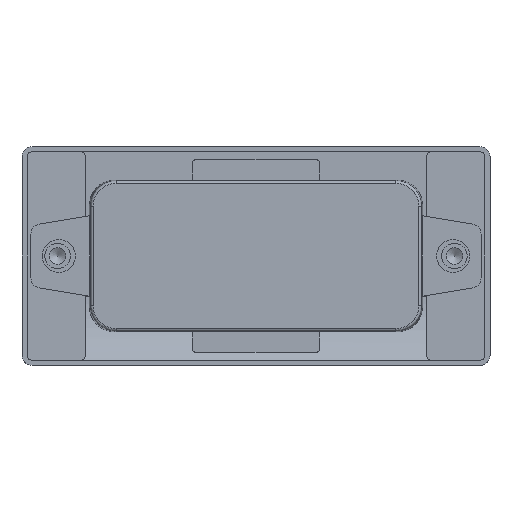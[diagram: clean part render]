
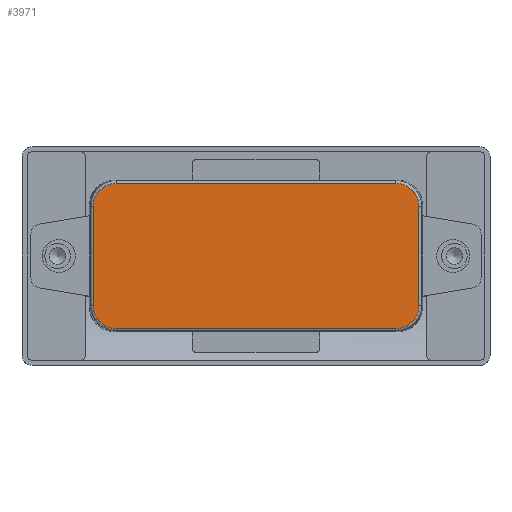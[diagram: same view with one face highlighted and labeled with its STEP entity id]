
A CAD part, front view. The second image highlights one B-rep face of the part: STEP entity #3971.
In plain terms, the highlighted planar face has unit normal (0, -1, 0).
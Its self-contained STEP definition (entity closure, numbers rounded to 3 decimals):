
#272=LINE('',#8417,#553);
#273=LINE('',#8465,#554);
#275=LINE('',#8516,#556);
#276=LINE('',#8562,#557);
#553=VECTOR('',#5268,19.515);
#554=VECTOR('',#5275,55.025);
#556=VECTOR('',#5283,19.515);
#557=VECTOR('',#5288,55.025);
#670=PLANE('',#4339);
#989=FACE_OUTER_BOUND('',#1249,.T.);
#1249=EDGE_LOOP('',(#3457,#3458,#3459,#3460,#3461,#3462,#3463,#3464));
#1568=B_SPLINE_CURVE_WITH_KNOTS('',3,(#8406,#8407,#8408,#8409,#8410,#8411),
 .UNSPECIFIED.,.F.,.F.,(4,1,1,4),(0.,0.303,0.505,
0.707),.UNSPECIFIED.);
#1570=B_SPLINE_CURVE_WITH_KNOTS('',3,(#8456,#8457,#8458,#8459,#8460,#8461),
 .UNSPECIFIED.,.F.,.F.,(4,1,1,4),(0.,0.303,0.505,
0.707),.UNSPECIFIED.);
#1572=B_SPLINE_CURVE_WITH_KNOTS('',3,(#8505,#8506,#8507,#8508,#8509,#8510),
 .UNSPECIFIED.,.F.,.F.,(4,1,1,4),(0.,0.303,0.505,
0.707),.UNSPECIFIED.);
#1574=B_SPLINE_CURVE_WITH_KNOTS('',3,(#8555,#8556,#8557,#8558,#8559,#8560),
 .UNSPECIFIED.,.F.,.F.,(4,1,1,4),(0.,0.303,0.505,0.707),
 .UNSPECIFIED.);
#1906=VERTEX_POINT('',#8395);
#1908=VERTEX_POINT('',#8404);
#1909=VERTEX_POINT('',#8413);
#1911=VERTEX_POINT('',#8448);
#1912=VERTEX_POINT('',#8463);
#1913=VERTEX_POINT('',#8496);
#1915=VERTEX_POINT('',#8512);
#1917=VERTEX_POINT('',#8547);
#2430=EDGE_CURVE('',#1908,#1906,#1568,.T.);
#2433=EDGE_CURVE('',#1906,#1909,#272,.T.);
#2436=EDGE_CURVE('',#1909,#1911,#1570,.T.);
#2438=EDGE_CURVE('',#1911,#1912,#273,.T.);
#2441=EDGE_CURVE('',#1912,#1913,#1572,.T.);
#2444=EDGE_CURVE('',#1913,#1915,#275,.T.);
#2447=EDGE_CURVE('',#1915,#1917,#1574,.T.);
#2448=EDGE_CURVE('',#1917,#1908,#276,.T.);
#3457=ORIENTED_EDGE('',*,*,#2430,.F.);
#3458=ORIENTED_EDGE('',*,*,#2448,.F.);
#3459=ORIENTED_EDGE('',*,*,#2447,.F.);
#3460=ORIENTED_EDGE('',*,*,#2444,.F.);
#3461=ORIENTED_EDGE('',*,*,#2441,.F.);
#3462=ORIENTED_EDGE('',*,*,#2438,.F.);
#3463=ORIENTED_EDGE('',*,*,#2436,.F.);
#3464=ORIENTED_EDGE('',*,*,#2433,.F.);
#3971=ADVANCED_FACE('',(#989),#670,.F.);
#4339=AXIS2_PLACEMENT_3D('',#8615,#5295,#5296);
#5268=DIRECTION('',(0.,0.,-1.));
#5275=DIRECTION('',(-1.,0.,0.));
#5283=DIRECTION('',(0.,0.,1.));
#5288=DIRECTION('',(1.,0.,0.));
#5295=DIRECTION('center_axis',(0.,1.,0.));
#5296=DIRECTION('ref_axis',(0.,0.,1.));
#8395=CARTESIAN_POINT('',(32.012,-7.5,9.757));
#8404=CARTESIAN_POINT('',(27.512,-7.5,14.257));
#8406=CARTESIAN_POINT('Ctrl Pts',(27.512,-7.5,14.257));
#8407=CARTESIAN_POINT('Ctrl Pts',(28.522,-7.5,14.257));
#8408=CARTESIAN_POINT('Ctrl Pts',(30.199,-7.5,13.667));
#8409=CARTESIAN_POINT('Ctrl Pts',(31.704,-7.5,11.774));
#8410=CARTESIAN_POINT('Ctrl Pts',(32.012,-7.5,10.43));
#8411=CARTESIAN_POINT('Ctrl Pts',(32.012,-7.5,9.757));
#8413=CARTESIAN_POINT('',(32.012,-7.5,-9.757));
#8417=CARTESIAN_POINT('',(32.012,-7.5,4.875));
#8448=CARTESIAN_POINT('',(27.512,-7.5,-14.257));
#8456=CARTESIAN_POINT('Ctrl Pts',(32.012,-7.5,-9.757));
#8457=CARTESIAN_POINT('Ctrl Pts',(32.012,-7.5,-10.767));
#8458=CARTESIAN_POINT('Ctrl Pts',(31.422,-7.5,-12.444));
#8459=CARTESIAN_POINT('Ctrl Pts',(29.529,-7.5,-13.949));
#8460=CARTESIAN_POINT('Ctrl Pts',(28.185,-7.5,-14.257));
#8461=CARTESIAN_POINT('Ctrl Pts',(27.512,-7.5,-14.257));
#8463=CARTESIAN_POINT('',(-27.512,-7.5,-14.257));
#8465=CARTESIAN_POINT('',(13.75,-7.5,-14.257));
#8496=CARTESIAN_POINT('',(-32.012,-7.5,-9.757));
#8505=CARTESIAN_POINT('Ctrl Pts',(-27.512,-7.5,-14.257));
#8506=CARTESIAN_POINT('Ctrl Pts',(-28.522,-7.5,-14.257));
#8507=CARTESIAN_POINT('Ctrl Pts',(-30.199,-7.5,-13.667));
#8508=CARTESIAN_POINT('Ctrl Pts',(-31.704,-7.5,-11.774));
#8509=CARTESIAN_POINT('Ctrl Pts',(-32.012,-7.5,-10.43));
#8510=CARTESIAN_POINT('Ctrl Pts',(-32.012,-7.5,-9.757));
#8512=CARTESIAN_POINT('',(-32.012,-7.5,9.757));
#8516=CARTESIAN_POINT('',(-32.012,-7.5,-4.875));
#8547=CARTESIAN_POINT('',(-27.512,-7.5,14.257));
#8555=CARTESIAN_POINT('Ctrl Pts',(-32.012,-7.5,9.757));
#8556=CARTESIAN_POINT('Ctrl Pts',(-32.012,-7.5,10.767));
#8557=CARTESIAN_POINT('Ctrl Pts',(-31.422,-7.5,12.444));
#8558=CARTESIAN_POINT('Ctrl Pts',(-29.529,-7.5,13.949));
#8559=CARTESIAN_POINT('Ctrl Pts',(-28.185,-7.5,14.257));
#8560=CARTESIAN_POINT('Ctrl Pts',(-27.512,-7.5,14.257));
#8562=CARTESIAN_POINT('',(-13.75,-7.5,14.257));
#8615=CARTESIAN_POINT('Origin',(0.,-7.5,0.));
